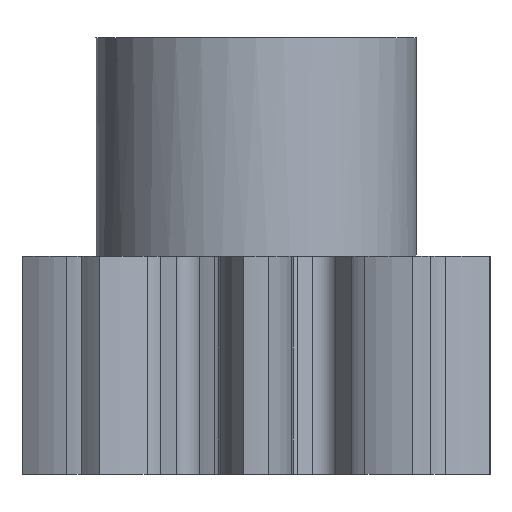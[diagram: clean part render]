
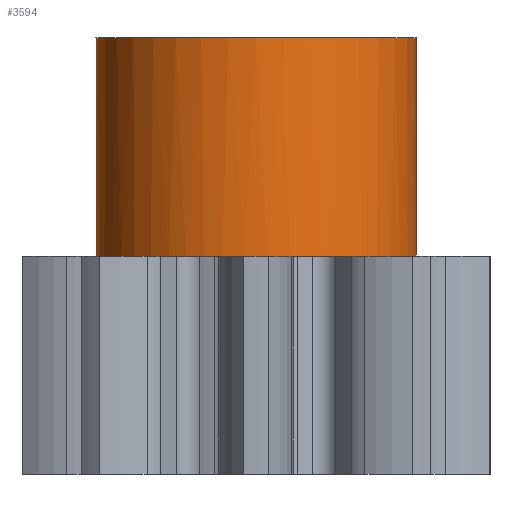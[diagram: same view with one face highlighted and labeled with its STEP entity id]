
A CAD part, front view. The second image highlights one B-rep face of the part: STEP entity #3594.
In plain terms, the highlighted cylindrical face has radius 5.141 mm (diameter 10.282 mm), a full revolution.
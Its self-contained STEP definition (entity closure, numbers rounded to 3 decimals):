
#32 = VERTEX_POINT('',#33);
#33 = CARTESIAN_POINT('',(5.027,-1.077,7.));
#915 = EDGE_CURVE('',#916,#32,#918,.T.);
#916 = VERTEX_POINT('',#917);
#917 = CARTESIAN_POINT('',(4.316,-2.793,7.));
#918 = CIRCLE('',#919,5.141);
#919 = AXIS2_PLACEMENT_3D('',#920,#921,#922);
#920 = CARTESIAN_POINT('',(0.,0.,7.));
#921 = DIRECTION('',(0.,0.,1.));
#922 = DIRECTION('',(1.,0.,0.));
#958 = EDGE_CURVE('',#32,#959,#961,.T.);
#959 = VERTEX_POINT('',#960);
#960 = CARTESIAN_POINT('',(5.141,0.,7.));
#961 = CIRCLE('',#962,5.141);
#962 = AXIS2_PLACEMENT_3D('',#963,#964,#965);
#963 = CARTESIAN_POINT('',(0.,0.,7.));
#964 = DIRECTION('',(0.,0.,1.));
#965 = DIRECTION('',(1.,0.,0.));
#1006 = VERTEX_POINT('',#1007);
#1007 = CARTESIAN_POINT('',(5.027,1.077,7.));
#1013 = EDGE_CURVE('',#959,#1006,#1014,.T.);
#1014 = CIRCLE('',#1015,5.141);
#1015 = AXIS2_PLACEMENT_3D('',#1016,#1017,#1018);
#1016 = CARTESIAN_POINT('',(0.,0.,7.));
#1017 = DIRECTION('',(0.,0.,1.));
#1018 = DIRECTION('',(1.,0.,0.));
#1410 = VERTEX_POINT('',#1411);
#1411 = CARTESIAN_POINT('',(2.793,-4.316,7.));
#1435 = VERTEX_POINT('',#1436);
#1436 = CARTESIAN_POINT('',(4.316,2.793,7.));
#1630 = VERTEX_POINT('',#1631);
#1631 = CARTESIAN_POINT('',(1.077,-5.027,7.));
#1767 = VERTEX_POINT('',#1768);
#1768 = CARTESIAN_POINT('',(2.793,4.316,7.));
#1962 = VERTEX_POINT('',#1963);
#1963 = CARTESIAN_POINT('',(-1.077,-5.027,7.));
#1987 = VERTEX_POINT('',#1988);
#1988 = CARTESIAN_POINT('',(1.077,5.027,7.));
#2182 = VERTEX_POINT('',#2183);
#2183 = CARTESIAN_POINT('',(-2.793,-4.316,7.));
#2319 = VERTEX_POINT('',#2320);
#2320 = CARTESIAN_POINT('',(-1.077,5.027,7.));
#2514 = VERTEX_POINT('',#2515);
#2515 = CARTESIAN_POINT('',(-4.316,-2.793,7.));
#2539 = VERTEX_POINT('',#2540);
#2540 = CARTESIAN_POINT('',(-2.793,4.316,7.));
#2734 = VERTEX_POINT('',#2735);
#2735 = CARTESIAN_POINT('',(-5.027,-1.077,7.));
#2871 = VERTEX_POINT('',#2872);
#2872 = CARTESIAN_POINT('',(-4.316,2.793,7.));
#3059 = VERTEX_POINT('',#3060);
#3060 = CARTESIAN_POINT('',(-5.027,1.077,7.));
#3594 = ADVANCED_FACE('',(#3595),#3714,.T.);
#3595 = FACE_BOUND('',#3596,.F.);
#3596 = EDGE_LOOP('',(#3597,#3598,#3606,#3613,#3614,#3615,#3616,#3623,
    #3630,#3637,#3644,#3651,#3658,#3665,#3672,#3679,#3686,#3693,#3700,
    #3707));
#3597 = ORIENTED_EDGE('',*,*,#1013,.F.);
#3598 = ORIENTED_EDGE('',*,*,#3599,.T.);
#3599 = EDGE_CURVE('',#959,#3600,#3602,.T.);
#3600 = VERTEX_POINT('',#3601);
#3601 = CARTESIAN_POINT('',(5.141,0.,14.));
#3602 = LINE('',#3603,#3604);
#3603 = CARTESIAN_POINT('',(5.141,0.,7.));
#3604 = VECTOR('',#3605,1.);
#3605 = DIRECTION('',(0.,0.,1.));
#3606 = ORIENTED_EDGE('',*,*,#3607,.T.);
#3607 = EDGE_CURVE('',#3600,#3600,#3608,.T.);
#3608 = CIRCLE('',#3609,5.141);
#3609 = AXIS2_PLACEMENT_3D('',#3610,#3611,#3612);
#3610 = CARTESIAN_POINT('',(0.,0.,14.));
#3611 = DIRECTION('',(0.,0.,1.));
#3612 = DIRECTION('',(1.,0.,0.));
#3613 = ORIENTED_EDGE('',*,*,#3599,.F.);
#3614 = ORIENTED_EDGE('',*,*,#958,.F.);
#3615 = ORIENTED_EDGE('',*,*,#915,.F.);
#3616 = ORIENTED_EDGE('',*,*,#3617,.F.);
#3617 = EDGE_CURVE('',#1410,#916,#3618,.T.);
#3618 = CIRCLE('',#3619,5.141);
#3619 = AXIS2_PLACEMENT_3D('',#3620,#3621,#3622);
#3620 = CARTESIAN_POINT('',(0.,0.,7.));
#3621 = DIRECTION('',(0.,0.,1.));
#3622 = DIRECTION('',(1.,0.,0.));
#3623 = ORIENTED_EDGE('',*,*,#3624,.F.);
#3624 = EDGE_CURVE('',#1630,#1410,#3625,.T.);
#3625 = CIRCLE('',#3626,5.141);
#3626 = AXIS2_PLACEMENT_3D('',#3627,#3628,#3629);
#3627 = CARTESIAN_POINT('',(0.,0.,7.));
#3628 = DIRECTION('',(0.,0.,1.));
#3629 = DIRECTION('',(1.,0.,0.));
#3630 = ORIENTED_EDGE('',*,*,#3631,.F.);
#3631 = EDGE_CURVE('',#1962,#1630,#3632,.T.);
#3632 = CIRCLE('',#3633,5.141);
#3633 = AXIS2_PLACEMENT_3D('',#3634,#3635,#3636);
#3634 = CARTESIAN_POINT('',(0.,0.,7.));
#3635 = DIRECTION('',(0.,0.,1.));
#3636 = DIRECTION('',(1.,0.,0.));
#3637 = ORIENTED_EDGE('',*,*,#3638,.F.);
#3638 = EDGE_CURVE('',#2182,#1962,#3639,.T.);
#3639 = CIRCLE('',#3640,5.141);
#3640 = AXIS2_PLACEMENT_3D('',#3641,#3642,#3643);
#3641 = CARTESIAN_POINT('',(0.,0.,7.));
#3642 = DIRECTION('',(0.,0.,1.));
#3643 = DIRECTION('',(1.,0.,0.));
#3644 = ORIENTED_EDGE('',*,*,#3645,.F.);
#3645 = EDGE_CURVE('',#2514,#2182,#3646,.T.);
#3646 = CIRCLE('',#3647,5.141);
#3647 = AXIS2_PLACEMENT_3D('',#3648,#3649,#3650);
#3648 = CARTESIAN_POINT('',(0.,0.,7.));
#3649 = DIRECTION('',(0.,0.,1.));
#3650 = DIRECTION('',(1.,0.,0.));
#3651 = ORIENTED_EDGE('',*,*,#3652,.F.);
#3652 = EDGE_CURVE('',#2734,#2514,#3653,.T.);
#3653 = CIRCLE('',#3654,5.141);
#3654 = AXIS2_PLACEMENT_3D('',#3655,#3656,#3657);
#3655 = CARTESIAN_POINT('',(0.,0.,7.));
#3656 = DIRECTION('',(0.,0.,1.));
#3657 = DIRECTION('',(1.,0.,0.));
#3658 = ORIENTED_EDGE('',*,*,#3659,.F.);
#3659 = EDGE_CURVE('',#3059,#2734,#3660,.T.);
#3660 = CIRCLE('',#3661,5.141);
#3661 = AXIS2_PLACEMENT_3D('',#3662,#3663,#3664);
#3662 = CARTESIAN_POINT('',(0.,0.,7.));
#3663 = DIRECTION('',(0.,0.,1.));
#3664 = DIRECTION('',(1.,0.,0.));
#3665 = ORIENTED_EDGE('',*,*,#3666,.F.);
#3666 = EDGE_CURVE('',#2871,#3059,#3667,.T.);
#3667 = CIRCLE('',#3668,5.141);
#3668 = AXIS2_PLACEMENT_3D('',#3669,#3670,#3671);
#3669 = CARTESIAN_POINT('',(0.,0.,7.));
#3670 = DIRECTION('',(0.,0.,1.));
#3671 = DIRECTION('',(1.,0.,0.));
#3672 = ORIENTED_EDGE('',*,*,#3673,.F.);
#3673 = EDGE_CURVE('',#2539,#2871,#3674,.T.);
#3674 = CIRCLE('',#3675,5.141);
#3675 = AXIS2_PLACEMENT_3D('',#3676,#3677,#3678);
#3676 = CARTESIAN_POINT('',(0.,0.,7.));
#3677 = DIRECTION('',(0.,0.,1.));
#3678 = DIRECTION('',(1.,0.,0.));
#3679 = ORIENTED_EDGE('',*,*,#3680,.F.);
#3680 = EDGE_CURVE('',#2319,#2539,#3681,.T.);
#3681 = CIRCLE('',#3682,5.141);
#3682 = AXIS2_PLACEMENT_3D('',#3683,#3684,#3685);
#3683 = CARTESIAN_POINT('',(0.,0.,7.));
#3684 = DIRECTION('',(0.,0.,1.));
#3685 = DIRECTION('',(1.,0.,0.));
#3686 = ORIENTED_EDGE('',*,*,#3687,.F.);
#3687 = EDGE_CURVE('',#1987,#2319,#3688,.T.);
#3688 = CIRCLE('',#3689,5.141);
#3689 = AXIS2_PLACEMENT_3D('',#3690,#3691,#3692);
#3690 = CARTESIAN_POINT('',(0.,0.,7.));
#3691 = DIRECTION('',(0.,0.,1.));
#3692 = DIRECTION('',(1.,0.,0.));
#3693 = ORIENTED_EDGE('',*,*,#3694,.F.);
#3694 = EDGE_CURVE('',#1767,#1987,#3695,.T.);
#3695 = CIRCLE('',#3696,5.141);
#3696 = AXIS2_PLACEMENT_3D('',#3697,#3698,#3699);
#3697 = CARTESIAN_POINT('',(0.,0.,7.));
#3698 = DIRECTION('',(0.,0.,1.));
#3699 = DIRECTION('',(1.,0.,0.));
#3700 = ORIENTED_EDGE('',*,*,#3701,.F.);
#3701 = EDGE_CURVE('',#1435,#1767,#3702,.T.);
#3702 = CIRCLE('',#3703,5.141);
#3703 = AXIS2_PLACEMENT_3D('',#3704,#3705,#3706);
#3704 = CARTESIAN_POINT('',(0.,0.,7.));
#3705 = DIRECTION('',(0.,0.,1.));
#3706 = DIRECTION('',(1.,0.,0.));
#3707 = ORIENTED_EDGE('',*,*,#3708,.F.);
#3708 = EDGE_CURVE('',#1006,#1435,#3709,.T.);
#3709 = CIRCLE('',#3710,5.141);
#3710 = AXIS2_PLACEMENT_3D('',#3711,#3712,#3713);
#3711 = CARTESIAN_POINT('',(0.,0.,7.));
#3712 = DIRECTION('',(0.,0.,1.));
#3713 = DIRECTION('',(1.,0.,0.));
#3714 = CYLINDRICAL_SURFACE('',#3715,5.141);
#3715 = AXIS2_PLACEMENT_3D('',#3716,#3717,#3718);
#3716 = CARTESIAN_POINT('',(0.,0.,7.));
#3717 = DIRECTION('',(-0.,-0.,-1.));
#3718 = DIRECTION('',(1.,0.,0.));
